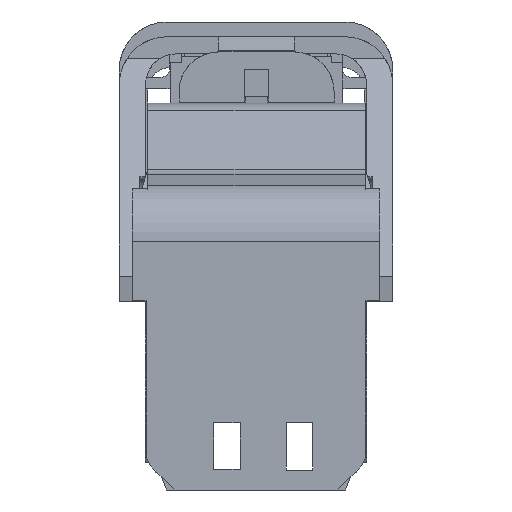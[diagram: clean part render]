
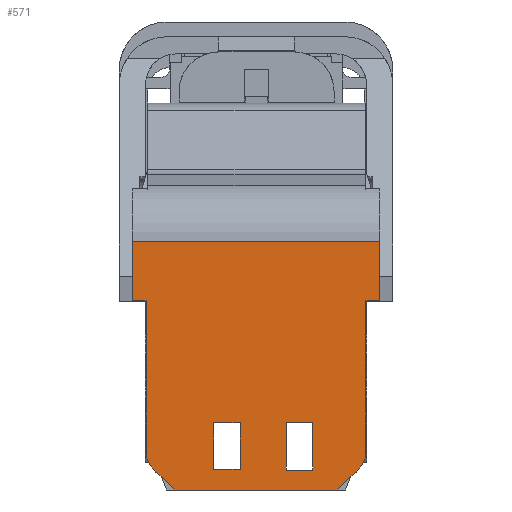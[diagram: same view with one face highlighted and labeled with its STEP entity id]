
A CAD part, front view. The second image highlights one B-rep face of the part: STEP entity #571.
In plain terms, the highlighted planar face has unit normal (0, -1, 0).
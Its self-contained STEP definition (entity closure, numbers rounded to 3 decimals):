
#118=FACE_BOUND('',#3345,.T.);
#119=FACE_BOUND('',#3346,.T.);
#120=FACE_BOUND('',#3347,.T.);
#385=CIRCLE('',#18857,2.);
#388=CIRCLE('',#18866,2.);
#571=ADVANCED_FACE('',(#118,#119,#120),#1508,.T.);
#1508=PLANE('',#18869);
#3345=EDGE_LOOP('',(#5108,#5109,#5110,#5111,#5112,#5113,#5114,#5115,#5116,
#5117,#5118,#5119));
#3346=EDGE_LOOP('',(#5120,#5121,#5122,#5123));
#3347=EDGE_LOOP('',(#5124,#5125,#5126,#5127));
#5108=ORIENTED_EDGE('',*,*,#11888,.T.);
#5109=ORIENTED_EDGE('',*,*,#11889,.T.);
#5110=ORIENTED_EDGE('',*,*,#11762,.F.);
#5111=ORIENTED_EDGE('',*,*,#11877,.T.);
#5112=ORIENTED_EDGE('',*,*,#11881,.F.);
#5113=ORIENTED_EDGE('',*,*,#11884,.F.);
#5114=ORIENTED_EDGE('',*,*,#11887,.T.);
#5115=ORIENTED_EDGE('',*,*,#11890,.F.);
#5116=ORIENTED_EDGE('',*,*,#11891,.F.);
#5117=ORIENTED_EDGE('',*,*,#11863,.T.);
#5118=ORIENTED_EDGE('',*,*,#11867,.T.);
#5119=ORIENTED_EDGE('',*,*,#11870,.T.);
#5120=ORIENTED_EDGE('',*,*,#11892,.T.);
#5121=ORIENTED_EDGE('',*,*,#11893,.T.);
#5122=ORIENTED_EDGE('',*,*,#11894,.T.);
#5123=ORIENTED_EDGE('',*,*,#11895,.T.);
#5124=ORIENTED_EDGE('',*,*,#11896,.F.);
#5125=ORIENTED_EDGE('',*,*,#11897,.F.);
#5126=ORIENTED_EDGE('',*,*,#11898,.F.);
#5127=ORIENTED_EDGE('',*,*,#11899,.F.);
#10023=VERTEX_POINT('',#25609);
#10024=VERTEX_POINT('',#25610);
#10108=VERTEX_POINT('',#25817);
#10110=VERTEX_POINT('',#25820);
#10113=VERTEX_POINT('',#25827);
#10115=VERTEX_POINT('',#25833);
#10121=VERTEX_POINT('',#25848);
#10123=VERTEX_POINT('',#25855);
#10125=VERTEX_POINT('',#25861);
#10127=VERTEX_POINT('',#25867);
#10128=VERTEX_POINT('',#25871);
#10129=VERTEX_POINT('',#25874);
#10130=VERTEX_POINT('',#25877);
#10131=VERTEX_POINT('',#25878);
#10132=VERTEX_POINT('',#25880);
#10133=VERTEX_POINT('',#25882);
#10134=VERTEX_POINT('',#25885);
#10135=VERTEX_POINT('',#25886);
#10136=VERTEX_POINT('',#25888);
#10137=VERTEX_POINT('',#25890);
#11762=EDGE_CURVE('',#10023,#10024,#14310,.T.);
#11863=EDGE_CURVE('',#10110,#10108,#385,.T.);
#11867=EDGE_CURVE('',#10108,#10113,#14399,.T.);
#11870=EDGE_CURVE('',#10113,#10115,#14402,.T.);
#11877=EDGE_CURVE('',#10023,#10121,#14409,.T.);
#11881=EDGE_CURVE('',#10123,#10121,#14413,.T.);
#11884=EDGE_CURVE('',#10125,#10123,#388,.T.);
#11887=EDGE_CURVE('',#10125,#10127,#14417,.T.);
#11888=EDGE_CURVE('',#10115,#10128,#14418,.T.);
#11889=EDGE_CURVE('',#10128,#10024,#14419,.T.);
#11890=EDGE_CURVE('',#10129,#10127,#14420,.T.);
#11891=EDGE_CURVE('',#10110,#10129,#14421,.T.);
#11892=EDGE_CURVE('',#10130,#10131,#14422,.T.);
#11893=EDGE_CURVE('',#10131,#10132,#14423,.T.);
#11894=EDGE_CURVE('',#10132,#10133,#14424,.T.);
#11895=EDGE_CURVE('',#10133,#10130,#14425,.T.);
#11896=EDGE_CURVE('',#10134,#10135,#14426,.T.);
#11897=EDGE_CURVE('',#10136,#10134,#14427,.T.);
#11898=EDGE_CURVE('',#10137,#10136,#14428,.T.);
#11899=EDGE_CURVE('',#10135,#10137,#14429,.T.);
#14310=LINE('',#25608,#16723);
#14399=LINE('',#25828,#16812);
#14402=LINE('',#25834,#16815);
#14409=LINE('',#25849,#16822);
#14413=LINE('',#25856,#16826);
#14417=LINE('',#25868,#16830);
#14418=LINE('',#25870,#16831);
#14419=LINE('',#25872,#16832);
#14420=LINE('',#25873,#16833);
#14421=LINE('',#25875,#16834);
#14422=LINE('',#25876,#16835);
#14423=LINE('',#25879,#16836);
#14424=LINE('',#25881,#16837);
#14425=LINE('',#25883,#16838);
#14426=LINE('',#25884,#16839);
#14427=LINE('',#25887,#16840);
#14428=LINE('',#25889,#16841);
#14429=LINE('',#25891,#16842);
#16723=VECTOR('',#20521,1.);
#16812=VECTOR('',#20666,1.);
#16815=VECTOR('',#20671,1.);
#16822=VECTOR('',#20682,1.);
#16826=VECTOR('',#20688,1.);
#16830=VECTOR('',#20700,1.);
#16831=VECTOR('',#20703,1.);
#16832=VECTOR('',#20704,1.);
#16833=VECTOR('',#20705,1.);
#16834=VECTOR('',#20706,1.);
#16835=VECTOR('',#20707,1.);
#16836=VECTOR('',#20708,1.);
#16837=VECTOR('',#20709,1.);
#16838=VECTOR('',#20710,1.);
#16839=VECTOR('',#20711,1.);
#16840=VECTOR('',#20712,1.);
#16841=VECTOR('',#20713,1.);
#16842=VECTOR('',#20714,1.);
#18857=AXIS2_PLACEMENT_3D('',#25819,#20658,#20659);
#18866=AXIS2_PLACEMENT_3D('',#25862,#20694,#20695);
#18869=AXIS2_PLACEMENT_3D('',#25892,#20715,#20716);
#20521=DIRECTION('',(0.,0.,1.));
#20658=DIRECTION('',(0.,-1.,0.));
#20659=DIRECTION('',(0.,0.,-1.));
#20666=DIRECTION('',(0.,0.,1.));
#20671=DIRECTION('',(1.,0.,0.));
#20682=DIRECTION('',(1.,0.,0.));
#20688=DIRECTION('',(0.,0.,1.));
#20694=DIRECTION('',(0.,1.,0.));
#20695=DIRECTION('',(0.,0.,-1.));
#20700=DIRECTION('',(0.707,0.,-0.707));
#20703=DIRECTION('',(0.,0.,1.));
#20704=DIRECTION('',(-1.,0.,0.));
#20705=DIRECTION('',(-1.,0.,0.));
#20706=DIRECTION('',(-0.707,0.,-0.707));
#20707=DIRECTION('',(0.,0.,-1.));
#20708=DIRECTION('',(-1.,0.,0.));
#20709=DIRECTION('',(0.,0.,1.));
#20710=DIRECTION('',(1.,0.,0.));
#20711=DIRECTION('',(-1.,0.,0.));
#20712=DIRECTION('',(0.,0.,1.));
#20713=DIRECTION('',(1.,0.,0.));
#20714=DIRECTION('',(0.,0.,-1.));
#20715=DIRECTION('',(0.,-1.,0.));
#20716=DIRECTION('',(0.,0.,-1.));
#25608=CARTESIAN_POINT('',(-33.816,50.991,20.616));
#25609=CARTESIAN_POINT('',(-33.816,50.991,26.201));
#25610=CARTESIAN_POINT('',(-33.816,50.991,31.391));
#25817=CARTESIAN_POINT('',(-13.316,50.991,12.93));
#25819=CARTESIAN_POINT('',(-15.316,50.991,12.93));
#25820=CARTESIAN_POINT('',(-13.902,50.991,11.516));
#25827=CARTESIAN_POINT('',(-13.316,50.991,26.201));
#25828=CARTESIAN_POINT('',(-13.316,50.991,9.601));
#25833=CARTESIAN_POINT('',(-12.116,50.991,26.201));
#25834=CARTESIAN_POINT('',(-21.553,50.991,26.201));
#25848=CARTESIAN_POINT('',(-32.616,50.991,26.201));
#25849=CARTESIAN_POINT('',(-21.553,50.991,26.201));
#25855=CARTESIAN_POINT('',(-32.616,50.991,12.93));
#25856=CARTESIAN_POINT('',(-32.616,50.991,9.601));
#25861=CARTESIAN_POINT('',(-32.03,50.991,11.516));
#25862=CARTESIAN_POINT('',(-30.616,50.991,12.93));
#25867=CARTESIAN_POINT('',(-30.116,50.991,9.601));
#25868=CARTESIAN_POINT('',(-32.616,50.991,12.101));
#25870=CARTESIAN_POINT('',(-12.116,50.991,17.531));
#25871=CARTESIAN_POINT('',(-12.116,50.991,31.391));
#25872=CARTESIAN_POINT('',(-21.553,50.991,31.391));
#25873=CARTESIAN_POINT('',(-19.648,50.991,9.601));
#25874=CARTESIAN_POINT('',(-15.816,50.991,9.601));
#25875=CARTESIAN_POINT('',(-15.816,50.991,9.601));
#25876=CARTESIAN_POINT('',(-24.365,50.991,15.001));
#25877=CARTESIAN_POINT('',(-24.365,50.991,15.501));
#25878=CARTESIAN_POINT('',(-24.365,50.991,11.401));
#25879=CARTESIAN_POINT('',(-24.445,50.991,11.401));
#25880=CARTESIAN_POINT('',(-26.665,50.991,11.401));
#25881=CARTESIAN_POINT('',(-26.665,50.991,11.901));
#25882=CARTESIAN_POINT('',(-26.665,50.991,15.501));
#25883=CARTESIAN_POINT('',(-25.71,50.991,15.501));
#25884=CARTESIAN_POINT('',(-18.47,50.991,15.551));
#25885=CARTESIAN_POINT('',(-17.995,50.991,15.551));
#25886=CARTESIAN_POINT('',(-20.295,50.991,15.551));
#25887=CARTESIAN_POINT('',(-17.995,50.991,11.901));
#25888=CARTESIAN_POINT('',(-17.995,50.991,11.351));
#25889=CARTESIAN_POINT('',(-20.12,50.991,11.351));
#25890=CARTESIAN_POINT('',(-20.295,50.991,11.351));
#25891=CARTESIAN_POINT('',(-20.295,50.991,15.001));
#25892=CARTESIAN_POINT('',(-21.553,50.991,17.531));
